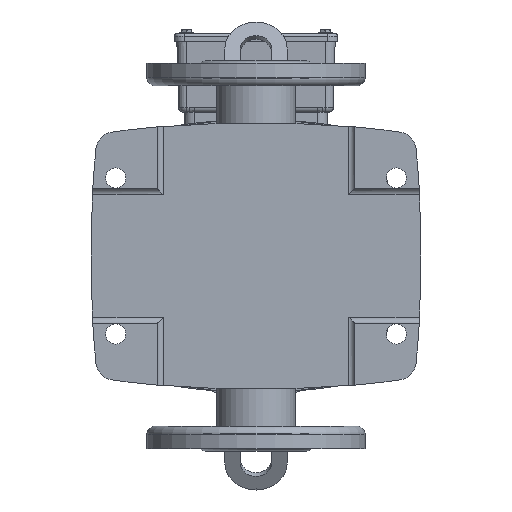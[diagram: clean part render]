
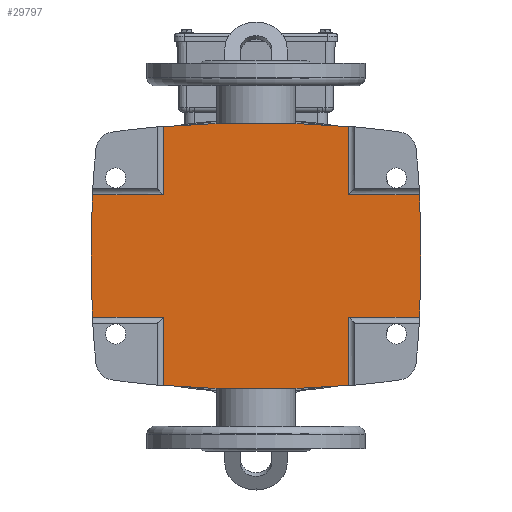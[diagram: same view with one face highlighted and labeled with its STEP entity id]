
A CAD part, front view. The second image highlights one B-rep face of the part: STEP entity #29797.
In plain terms, the highlighted planar face has unit normal (0, -1, 0).
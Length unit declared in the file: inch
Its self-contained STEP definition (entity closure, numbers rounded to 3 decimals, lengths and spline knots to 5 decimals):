
#412 = VERTEX_POINT ( 'NONE', #8245 ) ;
#419 = CARTESIAN_POINT ( 'NONE',  ( -3.26434, 0.19685, -2.33625 ) ) ;
#1173 = DIRECTION ( 'NONE',  ( 0., 0., 1. ) ) ;
#1360 = ORIENTED_EDGE ( 'NONE', *, *, #21511, .F. ) ;
#1438 = DIRECTION ( 'NONE',  ( 0., 0., 1. ) ) ;
#1485 = AXIS2_PLACEMENT_3D ( 'NONE', #10200, #27369, #32937 ) ;
#1579 = VERTEX_POINT ( 'NONE', #29038 ) ;
#2029 = DIRECTION ( 'NONE',  ( 0., 0., 1. ) ) ;
#2261 = ORIENTED_EDGE ( 'NONE', *, *, #3381, .T. ) ;
#2285 = VERTEX_POINT ( 'NONE', #18734 ) ;
#2356 = DIRECTION ( 'NONE',  ( 0., 1., 0. ) ) ;
#2492 = VERTEX_POINT ( 'NONE', #19462 ) ;
#2642 = ORIENTED_EDGE ( 'NONE', *, *, #22708, .F. ) ;
#2668 = DIRECTION ( 'NONE',  ( 1., 0., 0. ) ) ;
#2764 = DIRECTION ( 'NONE',  ( 0., 0., 1. ) ) ;
#3381 = EDGE_CURVE ( 'NONE', #412, #2285, #10798, .T. ) ;
#3608 = FACE_OUTER_BOUND ( 'NONE', #21439, .T. ) ;
#3615 = AXIS2_PLACEMENT_3D ( 'NONE', #19032, #2356, #33159 ) ;
#3730 = DIRECTION ( 'NONE',  ( 0., 1., 0. ) ) ;
#3747 = CARTESIAN_POINT ( 'NONE',  ( 0., 0.19685, 23.10236 ) ) ;
#4044 = EDGE_CURVE ( 'NONE', #412, #32652, #35158, .T. ) ;
#4092 = AXIS2_PLACEMENT_3D ( 'NONE', #3747, #29667, #1438 ) ;
#4129 = DIRECTION ( 'NONE',  ( 0., -1., 0. ) ) ;
#4636 = EDGE_CURVE ( 'NONE', #23100, #27389, #12022, .T. ) ;
#5448 = EDGE_CURVE ( 'NONE', #10146, #2492, #28566, .T. ) ;
#5983 = ORIENTED_EDGE ( 'NONE', *, *, #31274, .F. ) ;
#6204 = DIRECTION ( 'NONE',  ( 1., 0., 0. ) ) ;
#6443 = CIRCLE ( 'NONE', #18326, 27.26527 ) ;
#6506 = CARTESIAN_POINT ( 'NONE',  ( 3.26434, 0.19685, 2.33625 ) ) ;
#6817 = CARTESIAN_POINT ( 'NONE',  ( 23.10315, 0.19685, 0. ) ) ;
#7858 = PLANE ( 'NONE',  #1485 ) ;
#8222 = LINE ( 'NONE', #35526, #26102 ) ;
#8245 = CARTESIAN_POINT ( 'NONE',  ( 1.54265, 0.19685, -4.11924 ) ) ;
#8857 = LINE ( 'NONE', #19350, #15392 ) ;
#9534 = VERTEX_POINT ( 'NONE', #18990 ) ;
#10146 = VERTEX_POINT ( 'NONE', #19388 ) ;
#10200 = CARTESIAN_POINT ( 'NONE',  ( -1.54265, 0.19685, -4.59646 ) ) ;
#10277 = LINE ( 'NONE', #28730, #33772 ) ;
#10798 = LINE ( 'NONE', #27315, #17335 ) ;
#10979 = EDGE_CURVE ( 'NONE', #2492, #23100, #34484, .T. ) ;
#11603 = EDGE_CURVE ( 'NONE', #15020, #35857, #26946, .T. ) ;
#12022 = CIRCLE ( 'NONE', #28354, 27.26527 ) ;
#12030 = CARTESIAN_POINT ( 'NONE',  ( 0., 0.19685, -4.16291 ) ) ;
#12441 = DIRECTION ( 'NONE',  ( 0., 0., 1. ) ) ;
#12928 = EDGE_CURVE ( 'NONE', #23189, #17161, #20277, .T. ) ;
#13127 = CARTESIAN_POINT ( 'NONE',  ( -1.54265, 0.19685, 4.11924 ) ) ;
#13221 = ORIENTED_EDGE ( 'NONE', *, *, #21122, .T. ) ;
#13412 = ORIENTED_EDGE ( 'NONE', *, *, #4636, .T. ) ;
#13839 = CARTESIAN_POINT ( 'NONE',  ( 0., 0.19685, -23.10236 ) ) ;
#13923 = EDGE_CURVE ( 'NONE', #9534, #1579, #30968, .T. ) ;
#13936 = CARTESIAN_POINT ( 'NONE',  ( -4.59646, 0.19685, -2.33625 ) ) ;
#14092 = CARTESIAN_POINT ( 'NONE',  ( 1.54265, 0.19685, -4.59646 ) ) ;
#14178 = DIRECTION ( 'NONE',  ( 1., 0., 0. ) ) ;
#14397 = CARTESIAN_POINT ( 'NONE',  ( -1.54265, 0.19685, -4.59646 ) ) ;
#15020 = VERTEX_POINT ( 'NONE', #419 ) ;
#15304 = ORIENTED_EDGE ( 'NONE', *, *, #10979, .T. ) ;
#15392 = VECTOR ( 'NONE', #2668, 39.37008 ) ;
#15431 = AXIS2_PLACEMENT_3D ( 'NONE', #13839, #19441, #2764 ) ;
#15633 = ORIENTED_EDGE ( 'NONE', *, *, #13923, .F. ) ;
#16132 = VECTOR ( 'NONE', #17323, 39.37008 ) ;
#16379 = DIRECTION ( 'NONE',  ( 1., 0., 0. ) ) ;
#16616 = CARTESIAN_POINT ( 'NONE',  ( -1.54265, 0.19685, -2.33625 ) ) ;
#17161 = VERTEX_POINT ( 'NONE', #25527 ) ;
#17323 = DIRECTION ( 'NONE',  ( 0., 0., 1. ) ) ;
#17335 = VECTOR ( 'NONE', #35838, 39.37008 ) ;
#17586 = DIRECTION ( 'NONE',  ( 0., -1., 0. ) ) ;
#17834 = CIRCLE ( 'NONE', #28557, 26.47079 ) ;
#18326 = AXIS2_PLACEMENT_3D ( 'NONE', #20414, #3730, #1173 ) ;
#18734 = CARTESIAN_POINT ( 'NONE',  ( 1.54265, 0.19685, -2.33625 ) ) ;
#18744 = LINE ( 'NONE', #14397, #16132 ) ;
#18979 = VECTOR ( 'NONE', #19580, 39.37008 ) ;
#18990 = CARTESIAN_POINT ( 'NONE',  ( -3.26434, 0.19685, 2.33625 ) ) ;
#19032 = CARTESIAN_POINT ( 'NONE',  ( -23.10315, 0.19685, 0. ) ) ;
#19350 = CARTESIAN_POINT ( 'NONE',  ( -4.59646, 0.19685, 2.33625 ) ) ;
#19388 = CARTESIAN_POINT ( 'NONE',  ( 1.54265, 0.19685, 2.33625 ) ) ;
#19441 = DIRECTION ( 'NONE',  ( 0., -1., 0. ) ) ;
#19462 = CARTESIAN_POINT ( 'NONE',  ( 1.54265, 0.19685, 4.11924 ) ) ;
#19580 = DIRECTION ( 'NONE',  ( 0., 0., 1. ) ) ;
#19597 = ORIENTED_EDGE ( 'NONE', *, *, #12928, .F. ) ;
#20277 = CIRCLE ( 'NONE', #3615, 26.47079 ) ;
#20414 = CARTESIAN_POINT ( 'NONE',  ( 0., 0.19685, 23.10236 ) ) ;
#21122 = EDGE_CURVE ( 'NONE', #9534, #15020, #17834, .T. ) ;
#21439 = EDGE_LOOP ( 'NONE', ( #1360, #15633, #13221, #33804, #5983, #2642, #26358, #2261, #23584, #19597, #36008, #27356, #15304, #13412 ) ) ;
#21511 = EDGE_CURVE ( 'NONE', #1579, #27389, #8222, .T. ) ;
#22233 = CARTESIAN_POINT ( 'NONE',  ( -4.59646, 0.19685, 2.33625 ) ) ;
#22708 = EDGE_CURVE ( 'NONE', #32652, #24086, #6443, .T. ) ;
#22952 = CARTESIAN_POINT ( 'NONE',  ( 0., 0.19685, 4.16291 ) ) ;
#23100 = VERTEX_POINT ( 'NONE', #22952 ) ;
#23189 = VERTEX_POINT ( 'NONE', #6506 ) ;
#23244 = CARTESIAN_POINT ( 'NONE',  ( -1.54265, 0.19685, -4.11924 ) ) ;
#23584 = ORIENTED_EDGE ( 'NONE', *, *, #23697, .T. ) ;
#23697 = EDGE_CURVE ( 'NONE', #2285, #17161, #10277, .T. ) ;
#24086 = VERTEX_POINT ( 'NONE', #23244 ) ;
#25527 = CARTESIAN_POINT ( 'NONE',  ( 3.26434, 0.19685, -2.33625 ) ) ;
#26102 = VECTOR ( 'NONE', #2029, 39.37008 ) ;
#26358 = ORIENTED_EDGE ( 'NONE', *, *, #4044, .F. ) ;
#26946 = LINE ( 'NONE', #13936, #30436 ) ;
#27315 = CARTESIAN_POINT ( 'NONE',  ( 1.54265, 0.19685, -4.59646 ) ) ;
#27356 = ORIENTED_EDGE ( 'NONE', *, *, #5448, .T. ) ;
#27369 = DIRECTION ( 'NONE',  ( 0., 1., 0. ) ) ;
#27389 = VERTEX_POINT ( 'NONE', #13127 ) ;
#28354 = AXIS2_PLACEMENT_3D ( 'NONE', #31593, #17586, #12441 ) ;
#28557 = AXIS2_PLACEMENT_3D ( 'NONE', #6817, #4129, #34563 ) ;
#28566 = LINE ( 'NONE', #14092, #18979 ) ;
#28730 = CARTESIAN_POINT ( 'NONE',  ( -4.59646, 0.19685, -2.33625 ) ) ;
#28797 = VECTOR ( 'NONE', #16379, 39.37008 ) ;
#29038 = CARTESIAN_POINT ( 'NONE',  ( -1.54265, 0.19685, 2.33625 ) ) ;
#29667 = DIRECTION ( 'NONE',  ( 0., 1., 0. ) ) ;
#29797 = ADVANCED_FACE ( 'NONE', ( #3608 ), #7858, .F. ) ;
#30436 = VECTOR ( 'NONE', #14178, 39.37008 ) ;
#30968 = LINE ( 'NONE', #22233, #28797 ) ;
#31274 = EDGE_CURVE ( 'NONE', #24086, #35857, #18744, .T. ) ;
#31593 = CARTESIAN_POINT ( 'NONE',  ( 0., 0.19685, -23.10236 ) ) ;
#32443 = EDGE_CURVE ( 'NONE', #10146, #23189, #8857, .T. ) ;
#32652 = VERTEX_POINT ( 'NONE', #12030 ) ;
#32937 = DIRECTION ( 'NONE',  ( 0., 0., 1. ) ) ;
#33159 = DIRECTION ( 'NONE',  ( 0., 0., 1. ) ) ;
#33772 = VECTOR ( 'NONE', #6204, 39.37008 ) ;
#33804 = ORIENTED_EDGE ( 'NONE', *, *, #11603, .T. ) ;
#34484 = CIRCLE ( 'NONE', #15431, 27.26527 ) ;
#34563 = DIRECTION ( 'NONE',  ( 0., 0., 1. ) ) ;
#35158 = CIRCLE ( 'NONE', #4092, 27.26527 ) ;
#35526 = CARTESIAN_POINT ( 'NONE',  ( -1.54265, 0.19685, -4.59646 ) ) ;
#35838 = DIRECTION ( 'NONE',  ( 0., 0., 1. ) ) ;
#35857 = VERTEX_POINT ( 'NONE', #16616 ) ;
#36008 = ORIENTED_EDGE ( 'NONE', *, *, #32443, .F. ) ;
